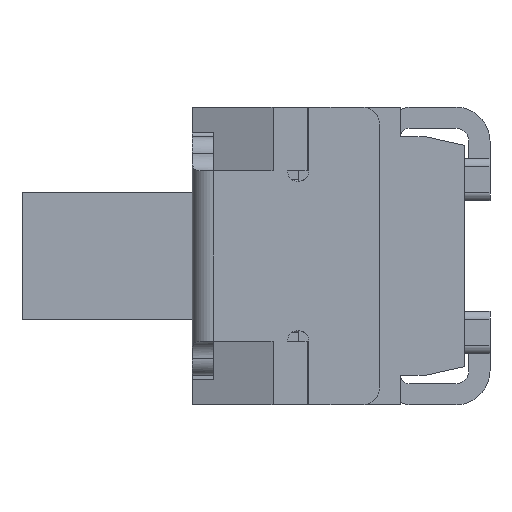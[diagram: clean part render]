
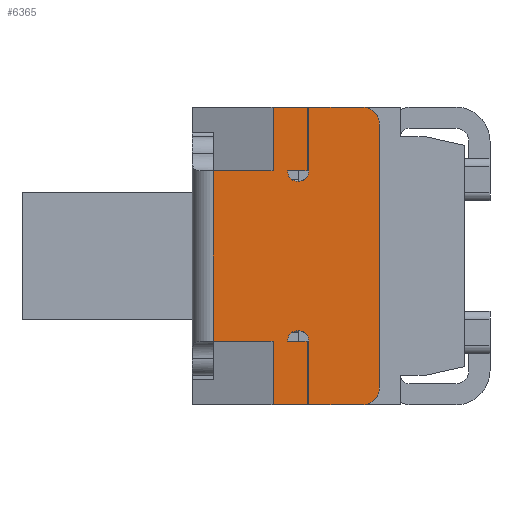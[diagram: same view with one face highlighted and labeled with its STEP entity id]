
A CAD part, left-side view. The second image highlights one B-rep face of the part: STEP entity #6365.
In plain terms, the highlighted planar face has unit normal (-1, 0, 0).
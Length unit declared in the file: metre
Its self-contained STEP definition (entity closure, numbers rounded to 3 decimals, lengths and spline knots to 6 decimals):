
#100=CIRCLE('',#7744,0.000125);
#103=CIRCLE('',#7748,0.000125);
#106=CIRCLE('',#7753,0.0002);
#108=CIRCLE('',#7757,0.0002);
#1232=ORIENTED_EDGE('',*,*,#2522,.T.);
#1233=ORIENTED_EDGE('',*,*,#2715,.F.);
#1234=ORIENTED_EDGE('',*,*,#2716,.F.);
#1235=ORIENTED_EDGE('',*,*,#2717,.F.);
#1236=ORIENTED_EDGE('',*,*,#2718,.F.);
#1237=ORIENTED_EDGE('',*,*,#2719,.F.);
#1238=ORIENTED_EDGE('',*,*,#2537,.T.);
#1239=ORIENTED_EDGE('',*,*,#2542,.F.);
#1240=ORIENTED_EDGE('',*,*,#2720,.F.);
#1241=ORIENTED_EDGE('',*,*,#2545,.F.);
#1242=ORIENTED_EDGE('',*,*,#2549,.F.);
#1243=ORIENTED_EDGE('',*,*,#2552,.F.);
#1244=ORIENTED_EDGE('',*,*,#2721,.F.);
#1245=ORIENTED_EDGE('',*,*,#2529,.F.);
#1246=ORIENTED_EDGE('',*,*,#2533,.T.);
#1247=ORIENTED_EDGE('',*,*,#2722,.F.);
#1248=ORIENTED_EDGE('',*,*,#2723,.F.);
#1249=ORIENTED_EDGE('',*,*,#2724,.F.);
#1250=ORIENTED_EDGE('',*,*,#2725,.F.);
#1251=ORIENTED_EDGE('',*,*,#2726,.T.);
#2522=EDGE_CURVE('',#3328,#3332,#3959,.T.);
#2529=EDGE_CURVE('',#3339,#3340,#3962,.T.);
#2533=EDGE_CURVE('',#3339,#3343,#100,.T.);
#2537=EDGE_CURVE('',#3346,#3347,#103,.T.);
#2542=EDGE_CURVE('',#3351,#3347,#3969,.T.);
#2545=EDGE_CURVE('',#3353,#3354,#106,.T.);
#2549=EDGE_CURVE('',#3357,#3353,#3974,.T.);
#2552=EDGE_CURVE('',#3359,#3357,#108,.T.);
#2715=EDGE_CURVE('',#3471,#3332,#4087,.T.);
#2716=EDGE_CURVE('',#3472,#3471,#4088,.T.);
#2717=EDGE_CURVE('',#3473,#3472,#4089,.T.);
#2718=EDGE_CURVE('',#3474,#3473,#4090,.T.);
#2719=EDGE_CURVE('',#3346,#3474,#4091,.T.);
#2720=EDGE_CURVE('',#3354,#3351,#4092,.T.);
#2721=EDGE_CURVE('',#3340,#3359,#4093,.T.);
#2722=EDGE_CURVE('',#3475,#3343,#4094,.T.);
#2723=EDGE_CURVE('',#3476,#3475,#4095,.T.);
#2724=EDGE_CURVE('',#3477,#3476,#4096,.T.);
#2725=EDGE_CURVE('',#3478,#3477,#4097,.T.);
#2726=EDGE_CURVE('',#3478,#3328,#4098,.T.);
#3328=VERTEX_POINT('',#10541);
#3332=VERTEX_POINT('',#10557);
#3339=VERTEX_POINT('',#10582);
#3340=VERTEX_POINT('',#10583);
#3343=VERTEX_POINT('',#10591);
#3346=VERTEX_POINT('',#10599);
#3347=VERTEX_POINT('',#10600);
#3351=VERTEX_POINT('',#10610);
#3353=VERTEX_POINT('',#10616);
#3354=VERTEX_POINT('',#10617);
#3357=VERTEX_POINT('',#10625);
#3359=VERTEX_POINT('',#10631);
#3471=VERTEX_POINT('',#10954);
#3472=VERTEX_POINT('',#10956);
#3473=VERTEX_POINT('',#10958);
#3474=VERTEX_POINT('',#10960);
#3475=VERTEX_POINT('',#10965);
#3476=VERTEX_POINT('',#10967);
#3477=VERTEX_POINT('',#10969);
#3478=VERTEX_POINT('',#10971);
#3959=LINE('',#10558,#4681);
#3962=LINE('',#10581,#4684);
#3969=LINE('',#10609,#4691);
#3974=LINE('',#10624,#4696);
#4087=LINE('',#10953,#4809);
#4088=LINE('',#10955,#4810);
#4089=LINE('',#10957,#4811);
#4090=LINE('',#10959,#4812);
#4091=LINE('',#10961,#4813);
#4092=LINE('',#10962,#4814);
#4093=LINE('',#10963,#4815);
#4094=LINE('',#10964,#4816);
#4095=LINE('',#10966,#4817);
#4096=LINE('',#10968,#4818);
#4097=LINE('',#10970,#4819);
#4098=LINE('',#10972,#4820);
#4681=VECTOR('',#8749,1.);
#4684=VECTOR('',#8760,1.);
#4691=VECTOR('',#8785,1.);
#4696=VECTOR('',#8798,1.);
#4809=VECTOR('',#9115,1.);
#4810=VECTOR('',#9116,1.);
#4811=VECTOR('',#9117,1.);
#4812=VECTOR('',#9118,1.);
#4813=VECTOR('',#9119,1.);
#4814=VECTOR('',#9120,1.);
#4815=VECTOR('',#9121,1.);
#4816=VECTOR('',#9122,1.);
#4817=VECTOR('',#9123,1.);
#4818=VECTOR('',#9124,1.);
#4819=VECTOR('',#9125,1.);
#4820=VECTOR('',#9126,1.);
#5309=EDGE_LOOP('',(#1232,#1233,#1234,#1235,#1236,#1237,#1238,#1239,#1240,
#1241,#1242,#1243,#1244,#1245,#1246,#1247,#1248,#1249,#1250,#1251));
#5640=FACE_BOUND('',#5309,.T.);
#5905=PLANE('',#7857);
#6365=ADVANCED_FACE('',(#5640),#5905,.T.);
#7744=AXIS2_PLACEMENT_3D('',#10590,#8766,#8767);
#7748=AXIS2_PLACEMENT_3D('',#10598,#8775,#8776);
#7753=AXIS2_PLACEMENT_3D('',#10615,#8790,#8791);
#7757=AXIS2_PLACEMENT_3D('',#10630,#8803,#8804);
#7857=AXIS2_PLACEMENT_3D('',#10952,#9113,#9114);
#8749=DIRECTION('',(0.,0.,-1.));
#8760=DIRECTION('',(0.,0.,1.));
#8766=DIRECTION('',(1.,0.,0.));
#8767=DIRECTION('',(0.,0.,1.));
#8775=DIRECTION('',(1.,0.,0.));
#8776=DIRECTION('',(0.,0.,1.));
#8785=DIRECTION('',(0.,0.,1.));
#8790=DIRECTION('',(1.,0.,0.));
#8791=DIRECTION('',(0.,0.,1.));
#8798=DIRECTION('',(0.,0.,-1.));
#8803=DIRECTION('',(1.,0.,0.));
#8804=DIRECTION('',(0.,0.,1.));
#9113=DIRECTION('',(-1.,0.,0.));
#9114=DIRECTION('',(0.,0.,1.));
#9115=DIRECTION('',(0.,1.,0.));
#9116=DIRECTION('',(0.,0.,1.));
#9117=DIRECTION('',(0.,1.,0.));
#9118=DIRECTION('',(0.,0.,-1.));
#9119=DIRECTION('',(0.,-1.,0.));
#9120=DIRECTION('',(0.,1.,0.));
#9121=DIRECTION('',(0.,-1.,0.));
#9122=DIRECTION('',(0.,1.,0.));
#9123=DIRECTION('',(0.,0.,-1.));
#9124=DIRECTION('',(0.,-1.,0.));
#9125=DIRECTION('',(0.,0.,1.));
#9126=DIRECTION('',(0.,1.,0.));
#10541=CARTESIAN_POINT('',(-0.00425,-0.00025,0.001));
#10557=CARTESIAN_POINT('',(-0.00425,-0.00025,-0.001));
#10558=CARTESIAN_POINT('',(-0.00425,-0.00025,0.0012));
#10581=CARTESIAN_POINT('',(-0.00425,-0.00137,-0.00175));
#10582=CARTESIAN_POINT('',(-0.00425,-0.00137,0.001));
#10583=CARTESIAN_POINT('',(-0.00425,-0.00137,0.00175));
#10590=CARTESIAN_POINT('',(-0.00425,-0.001245,0.001));
#10591=CARTESIAN_POINT('',(-0.00425,-0.00112,0.001));
#10598=CARTESIAN_POINT('',(-0.00425,-0.001245,-0.001));
#10599=CARTESIAN_POINT('',(-0.00425,-0.00112,-0.001));
#10600=CARTESIAN_POINT('',(-0.00425,-0.00137,-0.001));
#10609=CARTESIAN_POINT('',(-0.00425,-0.00137,-0.00175));
#10610=CARTESIAN_POINT('',(-0.00425,-0.00137,-0.00175));
#10615=CARTESIAN_POINT('',(-0.00425,-0.002,-0.00155));
#10616=CARTESIAN_POINT('',(-0.00425,-0.0022,-0.00155));
#10617=CARTESIAN_POINT('',(-0.00425,-0.002,-0.00175));
#10624=CARTESIAN_POINT('',(-0.00425,-0.0022,0.002));
#10625=CARTESIAN_POINT('',(-0.00425,-0.0022,0.00155));
#10630=CARTESIAN_POINT('',(-0.00425,-0.002,0.00155));
#10631=CARTESIAN_POINT('',(-0.00425,-0.002,0.00175));
#10952=CARTESIAN_POINT('',(-0.00425,-0.00025,-0.001));
#10953=CARTESIAN_POINT('',(-0.00425,-0.00025,-0.001));
#10954=CARTESIAN_POINT('',(-0.00425,-0.00095,-0.001));
#10955=CARTESIAN_POINT('',(-0.00425,-0.00095,0.));
#10956=CARTESIAN_POINT('',(-0.00425,-0.00095,-0.00175));
#10957=CARTESIAN_POINT('',(-0.00425,-0.00245,-0.00175));
#10958=CARTESIAN_POINT('',(-0.00425,-0.00135,-0.00175));
#10959=CARTESIAN_POINT('',(-0.00425,-0.00135,0.));
#10960=CARTESIAN_POINT('',(-0.00425,-0.00135,-0.001));
#10961=CARTESIAN_POINT('',(-0.00425,-0.00025,-0.001));
#10962=CARTESIAN_POINT('',(-0.00425,-0.002,-0.00175));
#10963=CARTESIAN_POINT('',(-0.00425,-0.00137,0.00175));
#10964=CARTESIAN_POINT('',(-0.00425,-0.00025,0.001));
#10965=CARTESIAN_POINT('',(-0.00425,-0.00135,0.001));
#10966=CARTESIAN_POINT('',(-0.00425,-0.00135,0.));
#10967=CARTESIAN_POINT('',(-0.00425,-0.00135,0.00175));
#10968=CARTESIAN_POINT('',(-0.00425,0.,0.00175));
#10969=CARTESIAN_POINT('',(-0.00425,-0.00095,0.00175));
#10970=CARTESIAN_POINT('',(-0.00425,-0.00095,0.));
#10971=CARTESIAN_POINT('',(-0.00425,-0.00095,0.001));
#10972=CARTESIAN_POINT('',(-0.00425,-0.00025,0.001));
